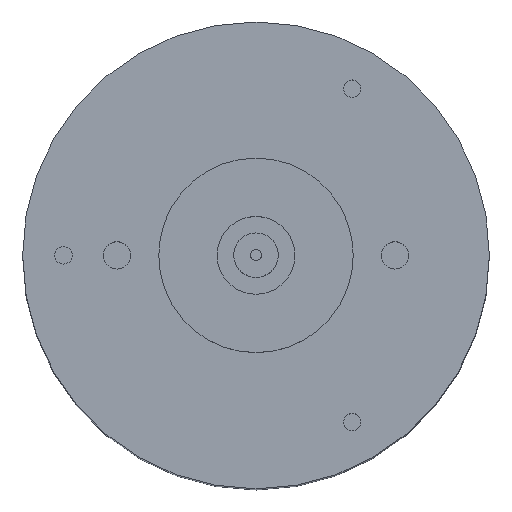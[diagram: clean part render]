
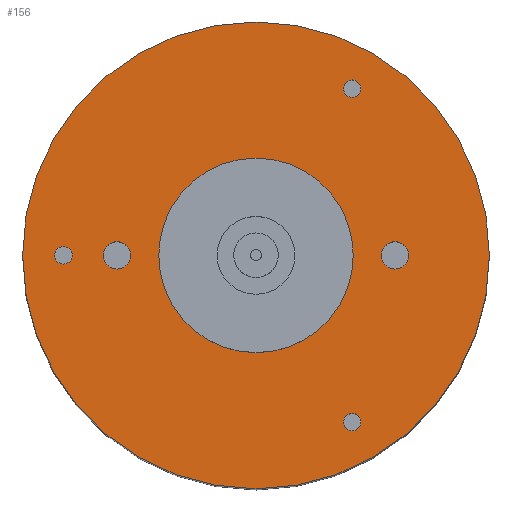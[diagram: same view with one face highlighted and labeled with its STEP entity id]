
A CAD part, top view. The second image highlights one B-rep face of the part: STEP entity #156.
In plain terms, the highlighted planar face has unit normal (0, 0, 1).
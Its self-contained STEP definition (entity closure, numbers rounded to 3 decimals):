
#156 = ADVANCED_FACE( '', ( #388, #389, #390, #391, #392, #393, #394 ), #395, .F. );
#388 = FACE_BOUND( '', #709, .T. );
#389 = FACE_BOUND( '', #710, .T. );
#390 = FACE_BOUND( '', #711, .T. );
#391 = FACE_BOUND( '', #712, .T. );
#392 = FACE_BOUND( '', #713, .T. );
#393 = FACE_BOUND( '', #714, .T. );
#394 = FACE_OUTER_BOUND( '', #715, .T. );
#395 = PLANE( '', #716 );
#709 = EDGE_LOOP( '', ( #1114 ) );
#710 = EDGE_LOOP( '', ( #1115 ) );
#711 = EDGE_LOOP( '', ( #1116 ) );
#712 = EDGE_LOOP( '', ( #1117 ) );
#713 = EDGE_LOOP( '', ( #1118 ) );
#714 = EDGE_LOOP( '', ( #1119 ) );
#715 = EDGE_LOOP( '', ( #1120 ) );
#716 = AXIS2_PLACEMENT_3D( '', #1121, #1122, #1123 );
#1114 = ORIENTED_EDGE( '', *, *, #1677, .T. );
#1115 = ORIENTED_EDGE( '', *, *, #1702, .T. );
#1116 = ORIENTED_EDGE( '', *, *, #1703, .T. );
#1117 = ORIENTED_EDGE( '', *, *, #1704, .T. );
#1118 = ORIENTED_EDGE( '', *, *, #1688, .T. );
#1119 = ORIENTED_EDGE( '', *, *, #1655, .T. );
#1120 = ORIENTED_EDGE( '', *, *, #1705, .F. );
#1121 = CARTESIAN_POINT( '', ( 0., 0., 60. ) );
#1122 = DIRECTION( '', ( 0., 0., -1. ) );
#1123 = DIRECTION( '', ( -1., 0., 0. ) );
#1655 = EDGE_CURVE( '', #1938, #1938, #1939, .T. );
#1677 = EDGE_CURVE( '', #1976, #1976, #1977, .T. );
#1688 = EDGE_CURVE( '', #1993, #1993, #1994, .T. );
#1702 = EDGE_CURVE( '', #2014, #2014, #2015, .T. );
#1703 = EDGE_CURVE( '', #2016, #2016, #2017, .T. );
#1704 = EDGE_CURVE( '', #2018, #2018, #2019, .T. );
#1705 = EDGE_CURVE( '', #2020, #2020, #2021, .T. );
#1938 = VERTEX_POINT( '', #2331 );
#1939 = CIRCLE( '', #2332, 8.75 );
#1976 = VERTEX_POINT( '', #2380 );
#1977 = CIRCLE( '', #2381, 0.784 );
#1993 = VERTEX_POINT( '', #2400 );
#1994 = CIRCLE( '', #2401, 1.23 );
#2014 = VERTEX_POINT( '', #2427 );
#2015 = CIRCLE( '', #2428, 0.784 );
#2016 = VERTEX_POINT( '', #2429 );
#2017 = CIRCLE( '', #2430, 0.784 );
#2018 = VERTEX_POINT( '', #2431 );
#2019 = CIRCLE( '', #2432, 1.23 );
#2020 = VERTEX_POINT( '', #2433 );
#2021 = CIRCLE( '', #2434, 21. );
#2331 = CARTESIAN_POINT( '', ( 0., 8.75, 60. ) );
#2332 = AXIS2_PLACEMENT_3D( '', #2752, #2753, #2754 );
#2380 = CARTESIAN_POINT( '', ( 8.66, -15.784, 60. ) );
#2381 = AXIS2_PLACEMENT_3D( '', #2781, #2782, #2783 );
#2400 = CARTESIAN_POINT( '', ( 12.5, -1.23, 60. ) );
#2401 = AXIS2_PLACEMENT_3D( '', #2796, #2797, #2798 );
#2427 = CARTESIAN_POINT( '', ( 8.66, 14.217, 60. ) );
#2428 = AXIS2_PLACEMENT_3D( '', #2811, #2812, #2813 );
#2429 = CARTESIAN_POINT( '', ( -17.321, -0.784, 60. ) );
#2430 = AXIS2_PLACEMENT_3D( '', #2814, #2815, #2816 );
#2431 = CARTESIAN_POINT( '', ( -12.5, -1.23, 60. ) );
#2432 = AXIS2_PLACEMENT_3D( '', #2817, #2818, #2819 );
#2433 = CARTESIAN_POINT( '', ( 21., 0., 60. ) );
#2434 = AXIS2_PLACEMENT_3D( '', #2820, #2821, #2822 );
#2752 = CARTESIAN_POINT( '', ( 0., 0., 60. ) );
#2753 = DIRECTION( '', ( 0., 0., -1. ) );
#2754 = DIRECTION( '', ( 0., 1., 0. ) );
#2781 = CARTESIAN_POINT( '', ( 8.66, -15., 60. ) );
#2782 = DIRECTION( '', ( 0., 0., -1. ) );
#2783 = DIRECTION( '', ( 0., -1., 0. ) );
#2796 = CARTESIAN_POINT( '', ( 12.5, 0., 60. ) );
#2797 = DIRECTION( '', ( 0., 0., -1. ) );
#2798 = DIRECTION( '', ( 0., -1., 0. ) );
#2811 = CARTESIAN_POINT( '', ( 8.66, 15., 60. ) );
#2812 = DIRECTION( '', ( 0., 0., -1. ) );
#2813 = DIRECTION( '', ( 0., -1., 0. ) );
#2814 = CARTESIAN_POINT( '', ( -17.321, 0., 60. ) );
#2815 = DIRECTION( '', ( 0., 0., -1. ) );
#2816 = DIRECTION( '', ( 0., -1., 0. ) );
#2817 = CARTESIAN_POINT( '', ( -12.5, 0., 60. ) );
#2818 = DIRECTION( '', ( 0., 0., -1. ) );
#2819 = DIRECTION( '', ( 0., -1., 0. ) );
#2820 = CARTESIAN_POINT( '', ( 0., 0., 60. ) );
#2821 = DIRECTION( '', ( 0., 0., -1. ) );
#2822 = DIRECTION( '', ( 1., 0., 0. ) );
